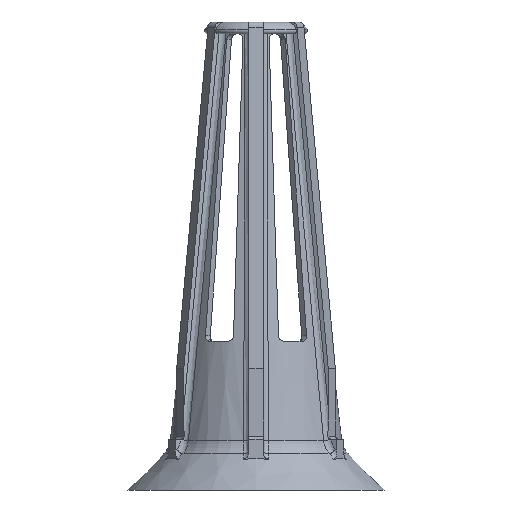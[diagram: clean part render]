
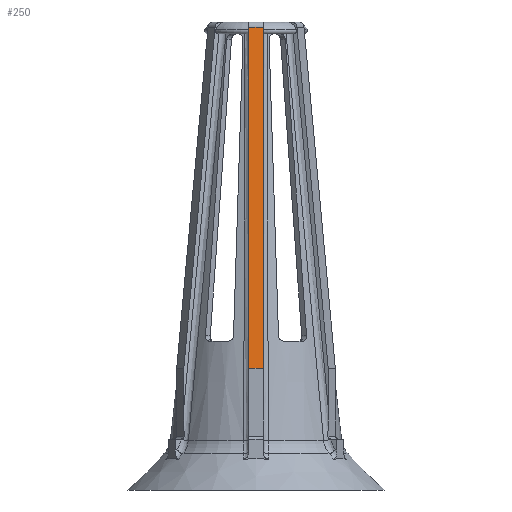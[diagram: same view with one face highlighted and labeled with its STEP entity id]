
A CAD part, left-side view. The second image highlights one B-rep face of the part: STEP entity #250.
In plain terms, the highlighted planar face has unit normal (-0.994, 0, 0.106).
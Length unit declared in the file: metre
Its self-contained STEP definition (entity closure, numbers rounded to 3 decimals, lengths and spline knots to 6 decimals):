
#250 = ADVANCED_FACE( '', ( #648 ), #649, .F. );
#648 = FACE_OUTER_BOUND( '', #1613, .T. );
#649 = PLANE( '', #1614 );
#1613 = EDGE_LOOP( '', ( #3728, #3729, #3730, #3731 ) );
#1614 = AXIS2_PLACEMENT_3D( '', #3732, #3733, #3734 );
#3728 = ORIENTED_EDGE( '', *, *, #5290, .F. );
#3729 = ORIENTED_EDGE( '', *, *, #5276, .T. );
#3730 = ORIENTED_EDGE( '', *, *, #5291, .T. );
#3731 = ORIENTED_EDGE( '', *, *, #5292, .T. );
#3732 = CARTESIAN_POINT( '', ( -0.010469, 0.0012, 0.058468 ) );
#3733 = DIRECTION( '', ( 0.994, 0., -0.106 ) );
#3734 = DIRECTION( '', ( 0.106, 0., 0.994 ) );
#5276 = EDGE_CURVE( '', #6064, #6068, #6070, .T. );
#5290 = EDGE_CURVE( '', #6064, #6094, #6095, .T. );
#5291 = EDGE_CURVE( '', #6068, #6096, #6097, .T. );
#5292 = EDGE_CURVE( '', #6096, #6094, #6098, .T. );
#6064 = VERTEX_POINT( '', #7770 );
#6068 = VERTEX_POINT( '', #7775 );
#6070 = LINE( '', #7777, #7778 );
#6094 = VERTEX_POINT( '', #7814 );
#6095 = LINE( '', #7815, #7816 );
#6096 = VERTEX_POINT( '', #7817 );
#6097 = LINE( '', #7818, #7819 );
#6098 = LINE( '', #7820, #7821 );
#7770 = CARTESIAN_POINT( '', ( -0.014869, 0.0012, 0.017053 ) );
#7775 = CARTESIAN_POINT( '', ( -0.014869, -0.0012, 0.017053 ) );
#7777 = CARTESIAN_POINT( '', ( -0.014869, 0.0012, 0.017053 ) );
#7778 = VECTOR( '', #11796, 1. );
#7814 = CARTESIAN_POINT( '', ( -0.008717, 0.0012, 0.074954 ) );
#7815 = CARTESIAN_POINT( '', ( -0.010469, 0.0012, 0.058468 ) );
#7816 = VECTOR( '', #11809, 1. );
#7817 = CARTESIAN_POINT( '', ( -0.008717, -0.0012, 0.074954 ) );
#7818 = CARTESIAN_POINT( '', ( -0.010469, -0.0012, 0.058468 ) );
#7819 = VECTOR( '', #11810, 1. );
#7820 = CARTESIAN_POINT( '', ( -0.008717, 0.0012, 0.074954 ) );
#7821 = VECTOR( '', #11811, 1. );
#11796 = DIRECTION( '', ( 0., -1., 0. ) );
#11809 = DIRECTION( '', ( 0.106, 0., 0.994 ) );
#11810 = DIRECTION( '', ( 0.106, 0., 0.994 ) );
#11811 = DIRECTION( '', ( 0., 1., 0. ) );
